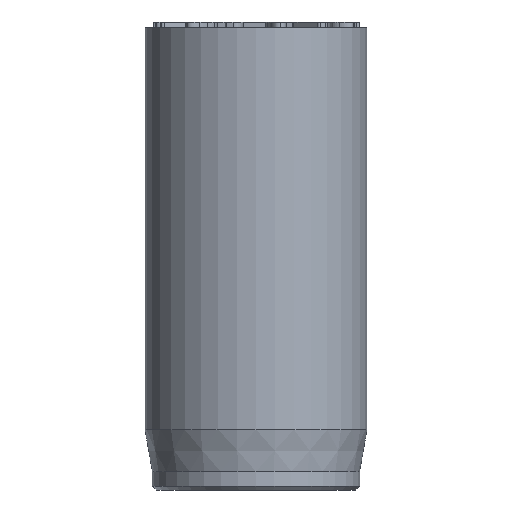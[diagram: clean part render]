
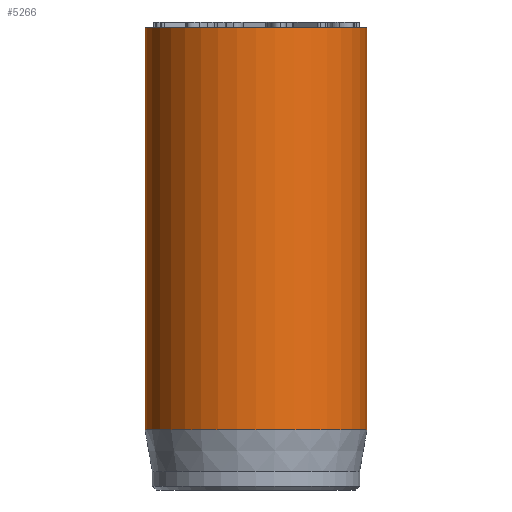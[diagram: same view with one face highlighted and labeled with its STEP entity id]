
A CAD part, front view. The second image highlights one B-rep face of the part: STEP entity #5266.
In plain terms, the highlighted cylindrical face has radius 6 mm (diameter 12 mm), a full revolution.
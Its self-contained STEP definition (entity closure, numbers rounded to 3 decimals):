
#32=CYLINDRICAL_SURFACE('',#5475,6.);
#46=CIRCLE('',#5443,6.);
#62=CIRCLE('',#5473,6.);
#63=CIRCLE('',#5474,6.);
#480=FACE_OUTER_BOUND('',#786,.T.);
#786=EDGE_LOOP('',(#4730,#4731,#4732,#4733,#4734));
#1218=LINE('',#9762,#1658);
#1658=VECTOR('',#6184,6.);
#2464=VERTEX_POINT('',#9702);
#2480=VERTEX_POINT('',#9756);
#2481=VERTEX_POINT('',#9757);
#3215=EDGE_CURVE('',#2464,#2464,#46,.T.);
#3239=EDGE_CURVE('',#2480,#2481,#62,.T.);
#3240=EDGE_CURVE('',#2481,#2480,#63,.T.);
#3242=EDGE_CURVE('',#2464,#2480,#1218,.T.);
#4730=ORIENTED_EDGE('',*,*,#3215,.T.);
#4731=ORIENTED_EDGE('',*,*,#3242,.T.);
#4732=ORIENTED_EDGE('',*,*,#3239,.T.);
#4733=ORIENTED_EDGE('',*,*,#3240,.T.);
#4734=ORIENTED_EDGE('',*,*,#3242,.F.);
#5266=ADVANCED_FACE('',(#480),#32,.T.);
#5443=AXIS2_PLACEMENT_3D('',#9703,#6109,#6110);
#5473=AXIS2_PLACEMENT_3D('',#9758,#6177,#6178);
#5474=AXIS2_PLACEMENT_3D('',#9759,#6179,#6180);
#5475=AXIS2_PLACEMENT_3D('',#9761,#6182,#6183);
#6109=DIRECTION('center_axis',(0.,0.,-1.));
#6110=DIRECTION('ref_axis',(-1.,0.,0.));
#6177=DIRECTION('center_axis',(0.,0.,1.));
#6178=DIRECTION('ref_axis',(-1.,0.,0.));
#6179=DIRECTION('center_axis',(0.,0.,1.));
#6180=DIRECTION('ref_axis',(-1.,0.,0.));
#6182=DIRECTION('center_axis',(0.,0.,1.));
#6183=DIRECTION('ref_axis',(-1.,0.,0.));
#6184=DIRECTION('',(0.,0.,-1.));
#9702=CARTESIAN_POINT('',(6.,0.,25.));
#9703=CARTESIAN_POINT('Origin',(0.,0.,25.));
#9756=CARTESIAN_POINT('',(6.,0.,3.269));
#9757=CARTESIAN_POINT('',(-6.,0.,3.269));
#9758=CARTESIAN_POINT('Origin',(0.,0.,3.269));
#9759=CARTESIAN_POINT('Origin',(0.,0.,3.269));
#9761=CARTESIAN_POINT('Origin',(0.,0.,0.));
#9762=CARTESIAN_POINT('',(6.,0.,0.));
